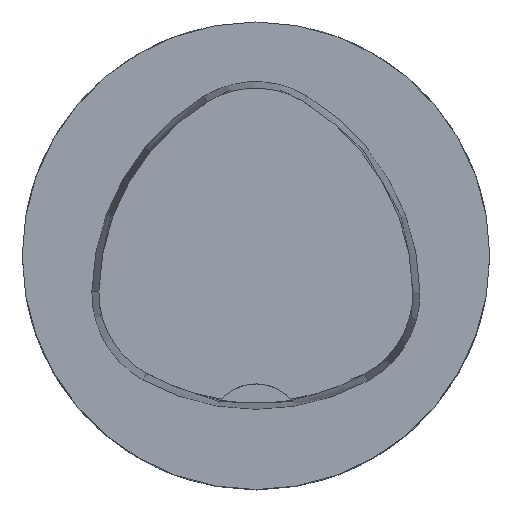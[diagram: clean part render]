
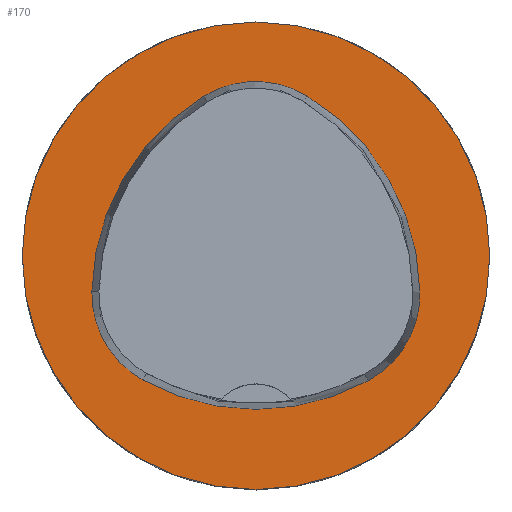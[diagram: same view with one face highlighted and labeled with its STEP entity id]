
A CAD part, top view. The second image highlights one B-rep face of the part: STEP entity #170.
In plain terms, the highlighted planar face has unit normal (0, 0, 1).
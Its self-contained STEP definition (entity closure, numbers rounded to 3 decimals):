
#60=CIRCLE('',#1341,20.);
#62=CIRCLE('',#1344,8.5);
#64=CIRCLE('',#1347,20.);
#66=CIRCLE('',#1350,8.5);
#70=CIRCLE('',#1355,20.);
#72=CIRCLE('',#1358,8.5);
#75=CIRCLE('',#1363,20.);
#136=FACE_BOUND('',#358,.T.);
#137=FACE_BOUND('',#359,.T.);
#170=ADVANCED_FACE('',(#136,#137),#238,.T.);
#238=PLANE('',#1364);
#358=EDGE_LOOP('',(#513,#514,#515,#516,#517,#518));
#359=EDGE_LOOP('',(#519));
#513=ORIENTED_EDGE('',*,*,#961,.T.);
#514=ORIENTED_EDGE('',*,*,#941,.T.);
#515=ORIENTED_EDGE('',*,*,#945,.T.);
#516=ORIENTED_EDGE('',*,*,#948,.T.);
#517=ORIENTED_EDGE('',*,*,#951,.T.);
#518=ORIENTED_EDGE('',*,*,#959,.T.);
#519=ORIENTED_EDGE('',*,*,#964,.F.);
#821=VERTEX_POINT('',#1887);
#822=VERTEX_POINT('',#1888);
#825=VERTEX_POINT('',#1896);
#827=VERTEX_POINT('',#1902);
#829=VERTEX_POINT('',#1908);
#836=VERTEX_POINT('',#1929);
#837=VERTEX_POINT('',#1939);
#941=EDGE_CURVE('',#821,#822,#60,.T.);
#945=EDGE_CURVE('',#822,#825,#62,.T.);
#948=EDGE_CURVE('',#825,#827,#64,.T.);
#951=EDGE_CURVE('',#827,#829,#66,.T.);
#959=EDGE_CURVE('',#829,#836,#70,.T.);
#961=EDGE_CURVE('',#836,#821,#72,.T.);
#964=EDGE_CURVE('',#837,#837,#75,.T.);
#1341=AXIS2_PLACEMENT_3D('',#1886,#1487,#1488);
#1344=AXIS2_PLACEMENT_3D('',#1895,#1495,#1496);
#1347=AXIS2_PLACEMENT_3D('',#1901,#1502,#1503);
#1350=AXIS2_PLACEMENT_3D('',#1907,#1509,#1510);
#1355=AXIS2_PLACEMENT_3D('',#1930,#1521,#1522);
#1358=AXIS2_PLACEMENT_3D('',#1933,#1527,#1528);
#1363=AXIS2_PLACEMENT_3D('',#1938,#1537,#1538);
#1364=AXIS2_PLACEMENT_3D('',#1940,#1539,#1540);
#1487=DIRECTION('',(0.,0.,-1.));
#1488=DIRECTION('',(-1.,0.,0.));
#1495=DIRECTION('',(0.,0.,-1.));
#1496=DIRECTION('',(-1.,0.,0.));
#1502=DIRECTION('',(0.,0.,-1.));
#1503=DIRECTION('',(-1.,0.,0.));
#1509=DIRECTION('',(0.,0.,-1.));
#1510=DIRECTION('',(-1.,0.,0.));
#1521=DIRECTION('',(0.,0.,-1.));
#1522=DIRECTION('',(-1.,0.,0.));
#1527=DIRECTION('',(0.,0.,-1.));
#1528=DIRECTION('',(-1.,0.,0.));
#1537=DIRECTION('',(0.,0.,-1.));
#1538=DIRECTION('',(-1.,0.,0.));
#1539=DIRECTION('',(0.,0.,1.));
#1540=DIRECTION('',(-1.,0.,0.));
#1886=CARTESIAN_POINT('',(5.955,-3.414,0.));
#1887=CARTESIAN_POINT('',(-14.041,-3.042,0.));
#1888=CARTESIAN_POINT('',(-4.472,13.653,0.));
#1895=CARTESIAN_POINT('',(-0.04,6.4,0.));
#1896=CARTESIAN_POINT('',(4.347,13.68,0.));
#1901=CARTESIAN_POINT('',(-5.976,-3.45,0.));
#1902=CARTESIAN_POINT('',(14.021,-3.075,0.));
#1907=CARTESIAN_POINT('',(5.522,-3.235,0.));
#1908=CARTESIAN_POINT('',(9.588,-10.699,0.));
#1929=CARTESIAN_POINT('',(-9.655,-10.639,0.));
#1930=CARTESIAN_POINT('',(0.022,6.864,0.));
#1933=CARTESIAN_POINT('',(-5.543,-3.2,0.));
#1938=CARTESIAN_POINT('',(0.,0.,0.));
#1939=CARTESIAN_POINT('',(-20.,0.,0.));
#1940=CARTESIAN_POINT('',(0.,0.,0.));
